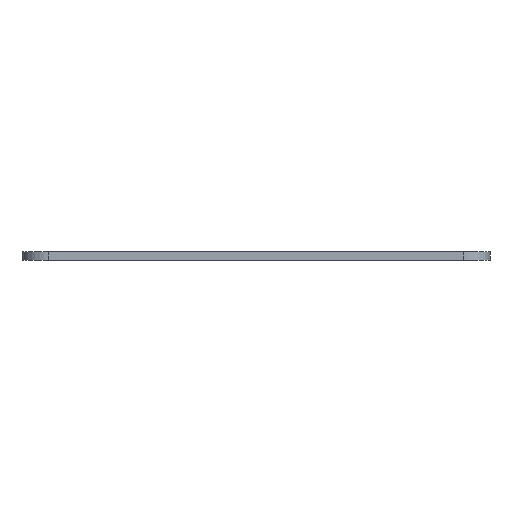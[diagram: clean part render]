
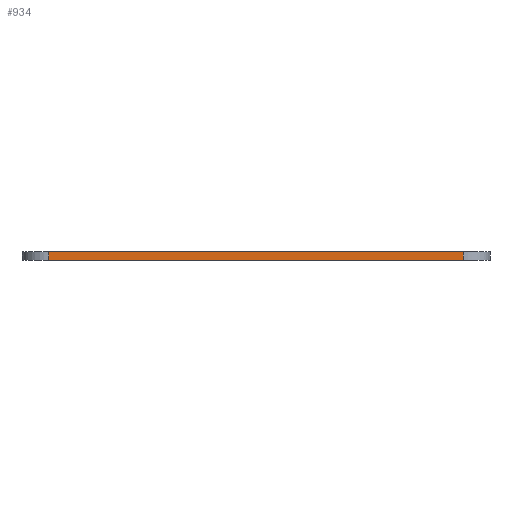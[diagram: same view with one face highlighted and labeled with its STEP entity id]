
A CAD part, left-side view. The second image highlights one B-rep face of the part: STEP entity #934.
In plain terms, the highlighted planar face has unit normal (-1, 0, 0).
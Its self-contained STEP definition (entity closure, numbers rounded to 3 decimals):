
#934=ADVANCED_FACE('',(#1102),#1077,.T.);
#1077=PLANE('',#3067);
#1102=FACE_OUTER_BOUND('',#1134,.T.);
#1134=EDGE_LOOP('',(#1698,#1699,#1700,#1701));
#1698=ORIENTED_EDGE('',*,*,#2638,.T.);
#1699=ORIENTED_EDGE('',*,*,#2639,.T.);
#1700=ORIENTED_EDGE('',*,*,#2640,.F.);
#1701=ORIENTED_EDGE('',*,*,#2641,.T.);
#2330=VERTEX_POINT('',#4471);
#2331=VERTEX_POINT('',#4472);
#2332=VERTEX_POINT('',#4474);
#2333=VERTEX_POINT('',#4476);
#2638=EDGE_CURVE('',#2330,#2331,#2952,.T.);
#2639=EDGE_CURVE('',#2331,#2332,#2953,.T.);
#2640=EDGE_CURVE('',#2333,#2332,#2954,.T.);
#2641=EDGE_CURVE('',#2333,#2330,#2955,.T.);
#2952=LINE('',#4470,#3016);
#2953=LINE('',#4473,#3017);
#2954=LINE('',#4475,#3018);
#2955=LINE('',#4477,#3019);
#3016=VECTOR('',#3561,1.);
#3017=VECTOR('',#3562,1.);
#3018=VECTOR('',#3563,1.);
#3019=VECTOR('',#3564,1.);
#3067=AXIS2_PLACEMENT_3D('',#4478,#3565,#3566);
#3561=DIRECTION('',(0.,-1.,0.));
#3562=DIRECTION('',(0.,0.,1.));
#3563=DIRECTION('',(0.,-1.,0.));
#3564=DIRECTION('',(0.,0.,-1.));
#3565=DIRECTION('',(-1.,0.,0.));
#3566=DIRECTION('',(0.,0.,1.));
#4470=CARTESIAN_POINT('',(-668.,45.,-1.5));
#4471=CARTESIAN_POINT('',(-668.,40.,-1.5));
#4472=CARTESIAN_POINT('',(-668.,-37.,-1.5));
#4473=CARTESIAN_POINT('',(-668.,-37.,-1.5));
#4474=CARTESIAN_POINT('',(-668.,-37.,0.));
#4475=CARTESIAN_POINT('',(-668.,45.,0.));
#4476=CARTESIAN_POINT('',(-668.,40.,0.));
#4477=CARTESIAN_POINT('',(-668.,40.,-1.5));
#4478=CARTESIAN_POINT('',(-668.,45.,-1.5));
